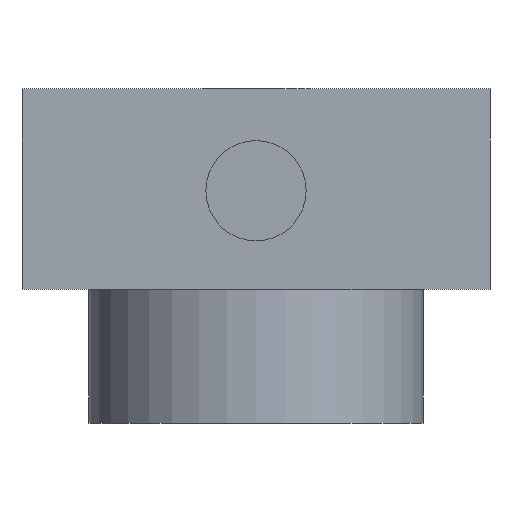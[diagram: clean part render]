
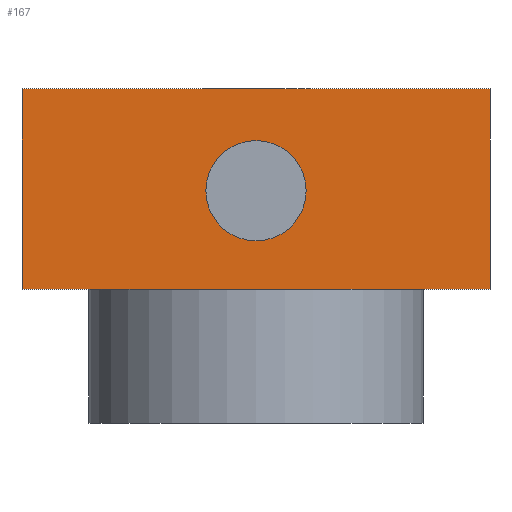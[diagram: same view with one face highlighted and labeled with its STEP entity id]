
A CAD part, front view. The second image highlights one B-rep face of the part: STEP entity #167.
In plain terms, the highlighted planar face has unit normal (0, -1, 0).
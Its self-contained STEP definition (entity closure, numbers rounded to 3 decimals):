
#23=CIRCLE('',#192,7.5);
#37=ORIENTED_EDGE('',*,*,#72,.T.);
#38=ORIENTED_EDGE('',*,*,#73,.T.);
#39=ORIENTED_EDGE('',*,*,#74,.F.);
#40=ORIENTED_EDGE('',*,*,#75,.F.);
#41=ORIENTED_EDGE('',*,*,#70,.T.);
#70=EDGE_CURVE('',#88,#87,#102,.T.);
#72=EDGE_CURVE('',#89,#89,#23,.T.);
#73=EDGE_CURVE('',#87,#90,#104,.T.);
#74=EDGE_CURVE('',#91,#90,#105,.T.);
#75=EDGE_CURVE('',#88,#91,#106,.T.);
#87=VERTEX_POINT('',#266);
#88=VERTEX_POINT('',#268);
#89=VERTEX_POINT('',#272);
#90=VERTEX_POINT('',#274);
#91=VERTEX_POINT('',#276);
#102=LINE('',#267,#114);
#104=LINE('',#273,#116);
#105=LINE('',#275,#117);
#106=LINE('',#277,#118);
#114=VECTOR('',#217,1000.);
#116=VECTOR('',#223,1000.);
#117=VECTOR('',#224,1000.);
#118=VECTOR('',#225,1000.);
#123=EDGE_LOOP('',(#37));
#124=EDGE_LOOP('',(#38,#39,#40,#41));
#141=FACE_BOUND('',#123,.T.);
#142=FACE_BOUND('',#124,.T.);
#159=PLANE('',#191);
#167=ADVANCED_FACE('',(#141,#142),#159,.F.);
#191=AXIS2_PLACEMENT_3D('',#270,#219,#220);
#192=AXIS2_PLACEMENT_3D('',#271,#221,#222);
#217=DIRECTION('',(0.,0.,-1.));
#219=DIRECTION('',(0.,1.,0.));
#220=DIRECTION('',(0.,0.,1.));
#221=DIRECTION('',(0.,1.,0.));
#222=DIRECTION('',(0.,0.,-1.));
#223=DIRECTION('',(1.,0.,0.));
#224=DIRECTION('',(0.,0.,-1.));
#225=DIRECTION('',(1.,0.,0.));
#266=CARTESIAN_POINT('',(-35.,-35.,0.));
#267=CARTESIAN_POINT('',(-35.,-35.,30.));
#268=CARTESIAN_POINT('',(-35.,-35.,30.));
#270=CARTESIAN_POINT('',(-35.,-35.,30.));
#271=CARTESIAN_POINT('',(0.,-35.,14.762));
#272=CARTESIAN_POINT('',(0.,-35.,7.262));
#273=CARTESIAN_POINT('',(-35.,-35.,0.));
#274=CARTESIAN_POINT('',(35.,-35.,0.));
#275=CARTESIAN_POINT('',(35.,-35.,30.));
#276=CARTESIAN_POINT('',(35.,-35.,30.));
#277=CARTESIAN_POINT('',(-35.,-35.,30.));
